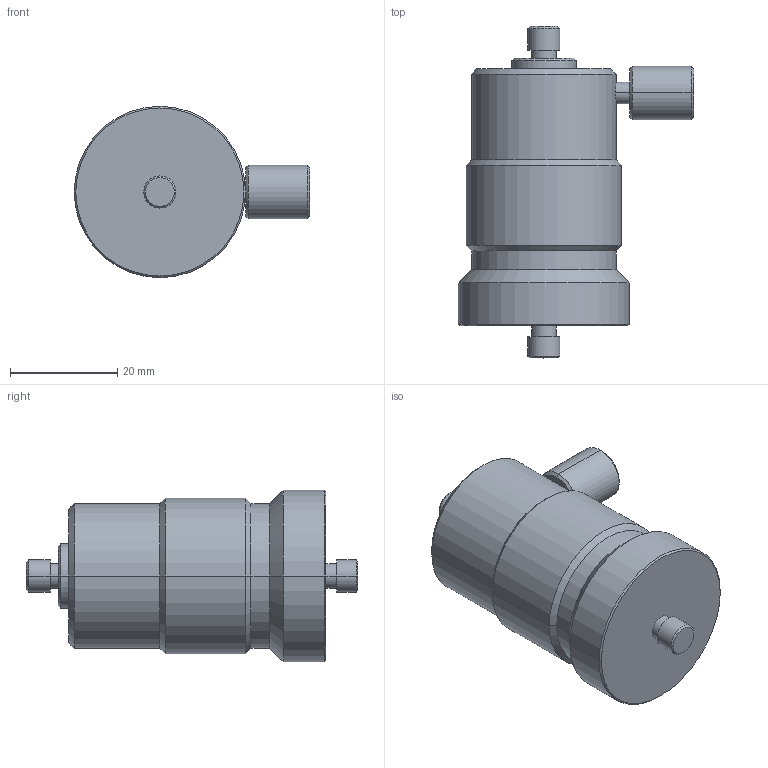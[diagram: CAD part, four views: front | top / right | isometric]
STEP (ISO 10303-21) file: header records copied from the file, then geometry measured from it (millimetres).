
FILE_DESCRIPTION (( 'STEP AP203' ), '1' );
FILE_NAME ('GCM-0101M.STEP', '2021-08-19T06:21:19', ( '' ), ( '' ), 'SwSTEP 2.0', 'SolidWorks 2020', '' );
FILE_SCHEMA (( 'CONFIG_CONTROL_DESIGN' ));
Length unit declared in the file: millimetre
Products named in the file (1): GCM-0101M
Bounding box: 44 x 62 x 32 mm (x, y, z)
Volume: 32368.4 mm3; surface area: 10176.7 mm2
Topology: 2 solids, 2 shells, 57 faces, 113 edges, 66 vertices
Faces by surface type: cylinder 24, cone 22, plane 11
Entity records: 1578 total; most frequent: DIRECTION 287, CARTESIAN_POINT 283, ORIENTED_EDGE 226, AXIS2_PLACEMENT_3D 120, EDGE_CURVE 113, VERTEX_POINT 66, EDGE_LOOP 63, CIRCLE 62
